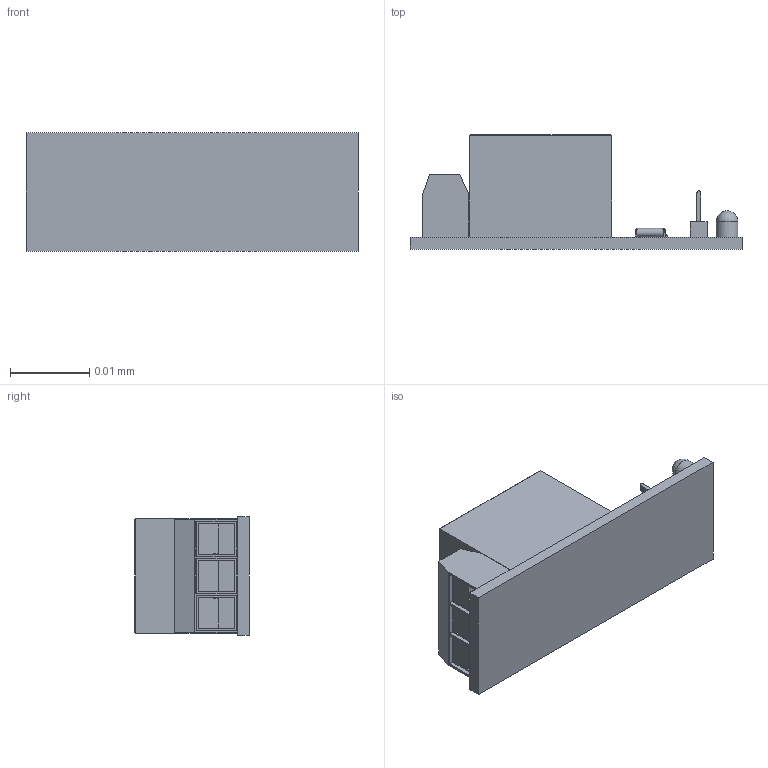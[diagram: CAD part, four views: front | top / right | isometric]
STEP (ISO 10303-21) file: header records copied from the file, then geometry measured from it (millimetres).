
FILE_DESCRIPTION(('Open CASCADE Model'),'2;1');
FILE_NAME('Open CASCADE Shape Model','2021-06-21T12:25:29',('Author'),( 'Open CASCADE'),'Open CASCADE STEP processor 6.5','Open CASCADE 6.5' ,'Unknown');
FILE_SCHEMA(('AUTOMOTIVE_DESIGN_CC2 { 1 2 10303 214 -1 1 5 4 }'));
Length unit declared in the file: millimetre
Products named in the file (244): Open CASCADE STEP translator 6.5 1; Open CASCADE STEP translator 6.5 1.1; Open CASCADE STEP translator 6.5 1.2; Open CASCADE STEP translator 6.5 1.3; Open CASCADE STEP translator 6.5 1.4; Open CASCADE STEP translator 6.5 1.5; Open CASCADE STEP translator 6.5 1.6; Open CASCADE STEP translator 6.5 1.7; Open CASCADE STEP translator 6.5 1.8; Open CASCADE STEP translator 6.5 1.9; Open CASCADE STEP translator 6.5 1.10; Open CASCADE STEP translator 6.5 1.11; Open CASCADE STEP translator 6.5 1.12; Open CASCADE STEP translator 6.5 1.13; Open CASCADE STEP translator 6.5 1.14; Open CASCADE STEP translator 6.5 1.15; Open CASCADE STEP translator 6.5 1.16; Open CASCADE STEP translator 6.5 1.17; Open CASCADE STEP translator 6.5 1.18; Open CASCADE STEP translator 6.5 1.19; Open CASCADE STEP translator 6.5 1.20; Open CASCADE STEP translator 6.5 1.21; Open CASCADE STEP translator 6.5 1.22; Open CASCADE STEP translator 6.5 1.23; Open CASCADE STEP translator 6.5 1.24; Open CASCADE STEP translator 6.5 1.25; Open CASCADE STEP translator 6.5 1.26; Open CASCADE STEP translator 6.5 1.27; Open CASCADE STEP translator 6.5 1.28; Open CASCADE STEP translator 6.5 1.29; Open CASCADE STEP translator 6.5 1.30; Open CASCADE STEP translator 6.5 1.31; Open CASCADE STEP translator 6.5 1.32; Open CASCADE STEP translator 6.5 1.33; Open CASCADE STEP translator 6.5 1.34; Open CASCADE STEP translator 6.5 1.35; Open CASCADE STEP translator 6.5 1.36; Open CASCADE STEP translator 6.5 1.37; Open CASCADE STEP translator 6.5 1.38; Open CASCADE STEP translator 6.5 1.39 ...
Assembly tree (243 placements, depth 4):
  Open CASCADE STEP translator 6.5 1
    Open CASCADE STEP translator 6.5 1.1
    Open CASCADE STEP translator 6.5 1.2
    Open CASCADE STEP translator 6.5 1.3
    Open CASCADE STEP translator 6.5 1.4
    Open CASCADE STEP translator 6.5 1.5
    Open CASCADE STEP translator 6.5 1.6
    Open CASCADE STEP translator 6.5 1.7
    Open CASCADE STEP translator 6.5 1.8
    Open CASCADE STEP translator 6.5 1.9
    Open CASCADE STEP translator 6.5 1.10
    Open CASCADE STEP translator 6.5 1.11
    Open CASCADE STEP translator 6.5 1.12
    Open CASCADE STEP translator 6.5 1.13
    Open CASCADE STEP translator 6.5 1.14
    Open CASCADE STEP translator 6.5 1.15
    Open CASCADE STEP translator 6.5 1.16
    Open CASCADE STEP translator 6.5 1.17
    Open CASCADE STEP translator 6.5 1.18
    Open CASCADE STEP translator 6.5 1.19
    Open CASCADE STEP translator 6.5 1.20
    Open CASCADE STEP translator 6.5 1.21
    Open CASCADE STEP translator 6.5 1.22
    Open CASCADE STEP translator 6.5 1.23
    Open CASCADE STEP translator 6.5 1.24
    Open CASCADE STEP translator 6.5 1.25
    Open CASCADE STEP translator 6.5 1.26
    Open CASCADE STEP translator 6.5 1.27
    Open CASCADE STEP translator 6.5 1.28
    Open CASCADE STEP translator 6.5 1.29
    Open CASCADE STEP translator 6.5 1.30
    Open CASCADE STEP translator 6.5 1.31
    Open CASCADE STEP translator 6.5 1.32
    Open CASCADE STEP translator 6.5 1.33
    Open CASCADE STEP translator 6.5 1.34
    Open CASCADE STEP translator 6.5 1.35
    Open CASCADE STEP translator 6.5 1.36
    Open CASCADE STEP translator 6.5 1.37
    Open CASCADE STEP translator 6.5 1.38
    Open CASCADE STEP translator 6.5 1.39
    Open CASCADE STEP translator 6.5 1.40
    Open CASCADE STEP translator 6.5 1.41
    Open CASCADE STEP translator 6.5 1.42
    Open CASCADE STEP translator 6.5 1.43
    Open CASCADE STEP translator 6.5 1.44
    Open CASCADE STEP translator 6.5 1.45
    Open CASCADE STEP translator 6.5 1.46
    Open CASCADE STEP translator 6.5 1.47
    Open CASCADE STEP translator 6.5 1.48
    Open CASCADE STEP translator 6.5 1.49
    Open CASCADE STEP translator 6.5 1.50
    Open CASCADE STEP translator 6.5 1.51
    Open CASCADE STEP translator 6.5 1.52
    Open CASCADE STEP translator 6.5 1.53
    Open CASCADE STEP translator 6.5 1.54
    Open CASCADE STEP translator 6.5 1.55
    Open CASCADE STEP translator 6.5 1.56
    Open CASCADE STEP translator 6.5 1.57
    Open CASCADE STEP translator 6.5 1.58
    Open CASCADE STEP translator 6.5 1.59
Bounding box: 0.04 x 0.01 x 0.01 mm (x, y, z)
Surface area: 0 mm2 (no closed solid volume)
Topology: 0 solids, 241 shells, 241 faces, 1233 edges, 1217 vertices
Faces by surface type: plane 180, cylinder 35, torus 20, sphere 6
Full cylindrical faces by diameter (mm): 0.001 x1, 0.003 x8
Entity records: 30408 total; most frequent: CARTESIAN_POINT 9923, DIRECTION 3245, LINE 1760, VECTOR 1760, ORIENTED_EDGE 1237, PCURVE 1237, DEFINITIONAL_REPRESENTATION 1237, EDGE_CURVE 1227
